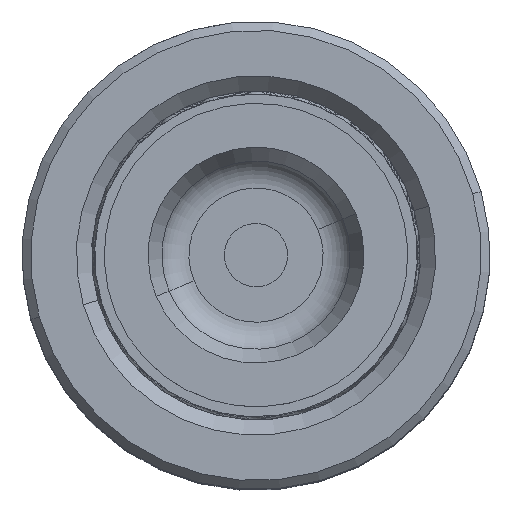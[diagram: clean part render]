
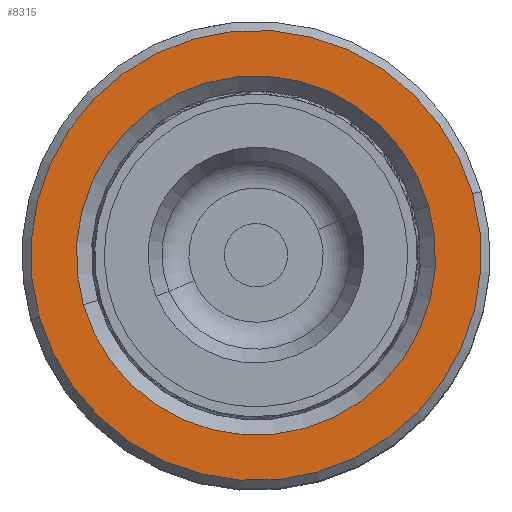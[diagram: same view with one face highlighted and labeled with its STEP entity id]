
A CAD part, top view. The second image highlights one B-rep face of the part: STEP entity #8315.
In plain terms, the highlighted planar face has unit normal (0, 0, 1).
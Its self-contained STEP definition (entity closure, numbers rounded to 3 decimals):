
#1484 = EDGE_CURVE ( 'NONE', #37725, #29686, #12394, .T. ) ;
#2355 = DIRECTION ( 'NONE',  ( 1., 0., 0. ) ) ;
#3103 = ORIENTED_EDGE ( 'NONE', *, *, #34097, .T. ) ;
#3209 = AXIS2_PLACEMENT_3D ( 'NONE', #25824, #7522, #38564 ) ;
#4031 = VERTEX_POINT ( 'NONE', #33350 ) ;
#4145 = DIRECTION ( 'NONE',  ( 1., 0., 0. ) ) ;
#4347 = CARTESIAN_POINT ( 'NONE',  ( 17.8, 0., 50. ) ) ;
#5033 = AXIS2_PLACEMENT_3D ( 'NONE', #14648, #23869, #2355 ) ;
#5438 = CIRCLE ( 'NONE', #24776, 17.8 ) ;
#5702 = AXIS2_PLACEMENT_3D ( 'NONE', #38557, #38016, #4145 ) ;
#7522 = DIRECTION ( 'NONE',  ( 0., 0., 1. ) ) ;
#7728 = AXIS2_PLACEMENT_3D ( 'NONE', #9977, #31449, #22003 ) ;
#8315 = ADVANCED_FACE ( 'NONE', ( #29108, #37280 ), #22674, .T. ) ;
#8457 = CIRCLE ( 'NONE', #5033, 17.8 ) ;
#9550 = EDGE_LOOP ( 'NONE', ( #15654, #18874 ) ) ;
#9977 = CARTESIAN_POINT ( 'NONE',  ( 0., 0., 50. ) ) ;
#10407 = VERTEX_POINT ( 'NONE', #4347 ) ;
#11441 = CARTESIAN_POINT ( 'NONE',  ( -14.2, 0., 50. ) ) ;
#11839 = DIRECTION ( 'NONE',  ( 1., 0., 0. ) ) ;
#12394 = CIRCLE ( 'NONE', #5702, 14.2 ) ;
#14648 = CARTESIAN_POINT ( 'NONE',  ( 0., 0., 50. ) ) ;
#15630 = ORIENTED_EDGE ( 'NONE', *, *, #38172, .T. ) ;
#15654 = ORIENTED_EDGE ( 'NONE', *, *, #1484, .T. ) ;
#18874 = ORIENTED_EDGE ( 'NONE', *, *, #25813, .T. ) ;
#22003 = DIRECTION ( 'NONE',  ( 1., 0., 0. ) ) ;
#22674 = PLANE ( 'NONE',  #3209 ) ;
#23869 = DIRECTION ( 'NONE',  ( 0., 0., 1. ) ) ;
#24776 = AXIS2_PLACEMENT_3D ( 'NONE', #36664, #36254, #11839 ) ;
#25813 = EDGE_CURVE ( 'NONE', #29686, #37725, #35954, .T. ) ;
#25824 = CARTESIAN_POINT ( 'NONE',  ( 0., 0., 50. ) ) ;
#27128 = EDGE_LOOP ( 'NONE', ( #3103, #15630 ) ) ;
#29108 = FACE_OUTER_BOUND ( 'NONE', #27128, .T. ) ;
#29686 = VERTEX_POINT ( 'NONE', #11441 ) ;
#31202 = CARTESIAN_POINT ( 'NONE',  ( 14.2, 0., 50. ) ) ;
#31449 = DIRECTION ( 'NONE',  ( 0., 0., -1. ) ) ;
#33350 = CARTESIAN_POINT ( 'NONE',  ( -17.8, 0., 50. ) ) ;
#34097 = EDGE_CURVE ( 'NONE', #4031, #10407, #8457, .T. ) ;
#35954 = CIRCLE ( 'NONE', #7728, 14.2 ) ;
#36254 = DIRECTION ( 'NONE',  ( 0., 0., 1. ) ) ;
#36664 = CARTESIAN_POINT ( 'NONE',  ( 0., 0., 50. ) ) ;
#37280 = FACE_BOUND ( 'NONE', #9550, .T. ) ;
#37725 = VERTEX_POINT ( 'NONE', #31202 ) ;
#38016 = DIRECTION ( 'NONE',  ( 0., 0., -1. ) ) ;
#38172 = EDGE_CURVE ( 'NONE', #10407, #4031, #5438, .T. ) ;
#38557 = CARTESIAN_POINT ( 'NONE',  ( 0., 0., 50. ) ) ;
#38564 = DIRECTION ( 'NONE',  ( 1., 0., 0. ) ) ;
